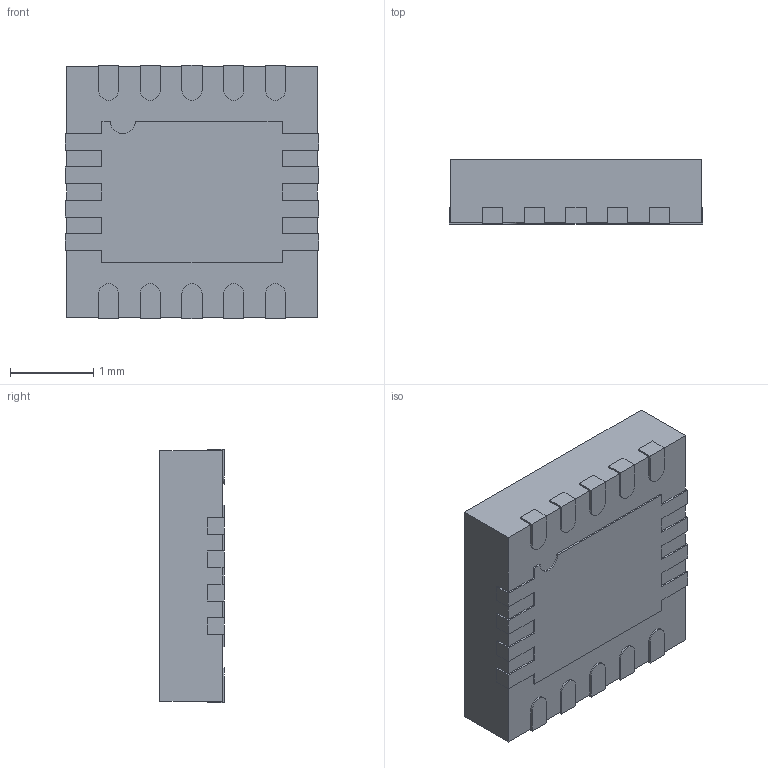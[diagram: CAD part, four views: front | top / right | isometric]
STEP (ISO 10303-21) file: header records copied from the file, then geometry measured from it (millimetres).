
FILE_DESCRIPTION (( 'STEP AP214' ), '1' );
FILE_NAME ('CAF75D78-6944-4AA0-9B56-4818BAD6FF10.STEP', '2024-08-01T07:45:51', ( '' ), ( '' ), 'SwSTEP 2.0', 'SolidWorks 2022', '' );
FILE_SCHEMA (( 'AUTOMOTIVE_DESIGN' ));
Length unit declared in the file: millimetre
Products named in the file (1): CAF75D78-6944-4AA0-9B56-4818BAD6FF10
Bounding box: 3.04 x 0.77 x 3.04 mm (x, y, z)
Volume: 6.9 mm3; surface area: 27.9 mm2
Topology: 1 solids, 1 shells, 253 faces, 717 edges, 478 vertices
Faces by surface type: plane 154, bspline 81, cylinder 18
Entity records: 12327 total; most frequent: CARTESIAN_POINT 4834, ORIENTED_EDGE 1434, DIRECTION 937, EDGE_CURVE 717, LINE 519, VECTOR 519, VERTEX_POINT 478, EDGE_LOOP 265
